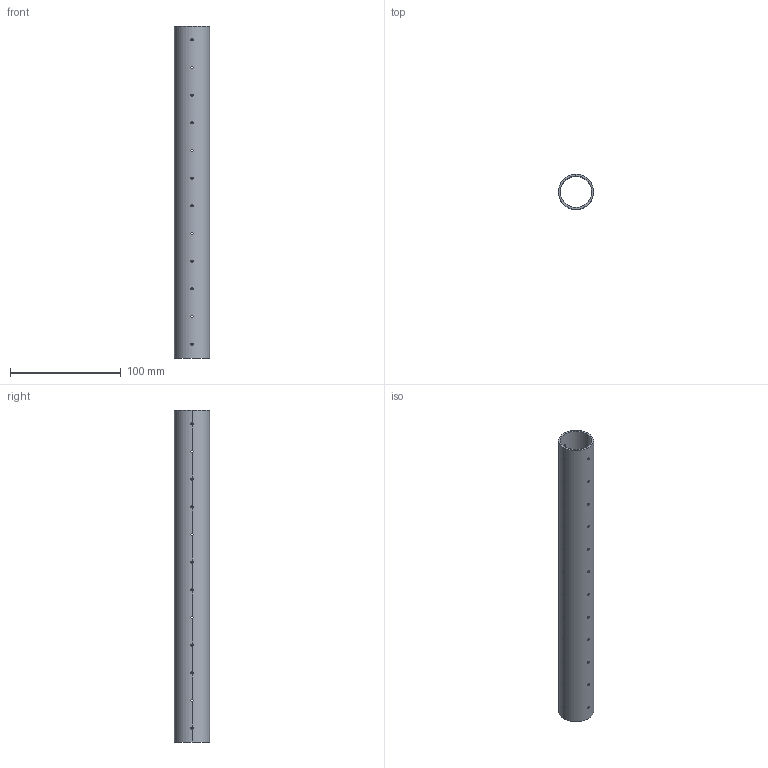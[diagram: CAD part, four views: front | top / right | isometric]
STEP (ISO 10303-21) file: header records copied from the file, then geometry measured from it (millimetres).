
FILE_DESCRIPTION (( 'STEP AP203' ), '1' );
FILE_NAME ('Tube- 300mm.step_Default_sldprt.STEP', '2022-11-09T04:42:47', ( '' ), ( '' ), 'SwSTEP 2.0', 'SolidWorks 2022', '' );
FILE_SCHEMA (( 'CONFIG_CONTROL_DESIGN' ));
Length unit declared in the file: millimetre
Products named in the file (1): Tube- 300mm.step_Default_sldprt
Bounding box: 31.75 x 31.75 x 300 mm (x, y, z)
Volume: 46931 mm3; surface area: 57224.5 mm2
Topology: 1 solids, 1 shells, 102 faces, 348 edges, 200 vertices
Faces by surface type: cylinder 100, plane 2
Entity records: 7109 total; most frequent: CARTESIAN_POINT 4299, ORIENTED_EDGE 696, DIRECTION 370, EDGE_CURVE 348, VERTEX_POINT 200, B_SPLINE_CURVE_WITH_KNOTS 192, EDGE_LOOP 152, LINE 148
